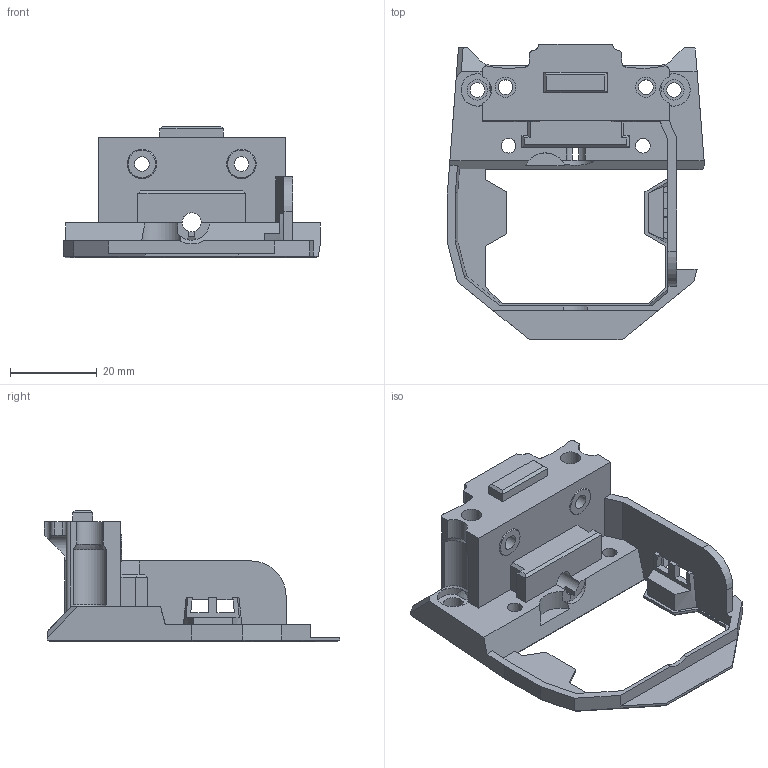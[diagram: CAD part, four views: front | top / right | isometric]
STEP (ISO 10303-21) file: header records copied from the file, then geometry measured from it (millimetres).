
FILE_DESCRIPTION (( 'STEP AP203' ), '1' );
FILE_NAME ('LGX_SB_Mount-r02e - 1-NoPCB.STEP', '2023-01-15T22:45:51', ( '' ), ( '' ), 'SwSTEP 2.0', 'SolidWorks 2022', '' );
FILE_SCHEMA (( 'CONFIG_CONTROL_DESIGN' ));
Length unit declared in the file: millimetre
Products named in the file (1): LGX_SB_Mount-r02e - 1-NoPCB
Bounding box: 59.36 x 68.17 x 30.45 mm (x, y, z)
Volume: 22715.1 mm3; surface area: 11724.6 mm2
Topology: 1 solids, 2 shells, 288 faces, 768 edges, 486 vertices
Faces by surface type: plane 211, cylinder 50, cone 19, bspline 8
Full cylindrical faces by diameter (mm): 3.4 x9, 4.4 x1, 4.7 x5, 6 x6, 7.5 x2
Entity records: 8938 total; most frequent: CARTESIAN_POINT 1944, ORIENTED_EDGE 1452, DIRECTION 1343, EDGE_CURVE 726, VECTOR 521, LINE 521, VERTEX_POINT 476, AXIS2_PLACEMENT_3D 411
